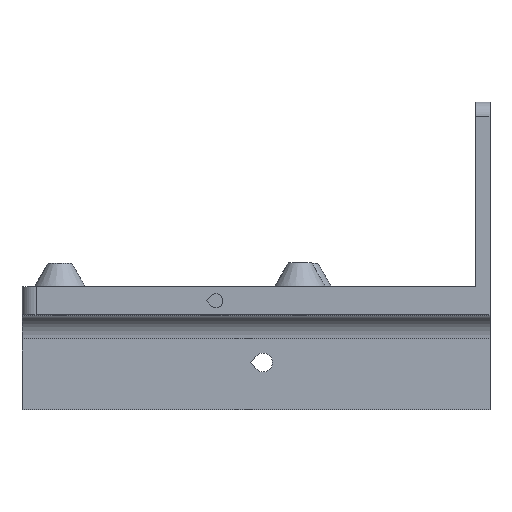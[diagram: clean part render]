
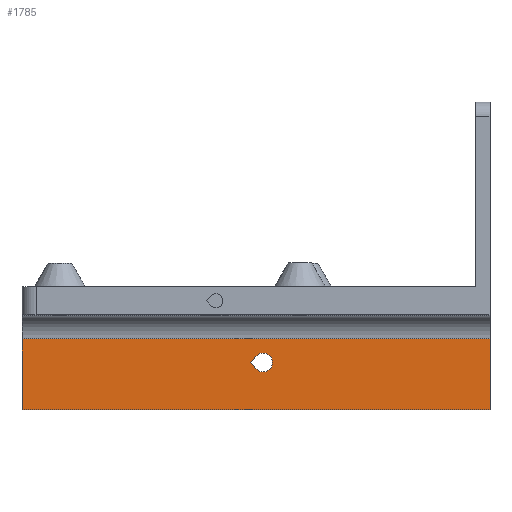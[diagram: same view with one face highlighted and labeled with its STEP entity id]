
A CAD part, top view. The second image highlights one B-rep face of the part: STEP entity #1785.
In plain terms, the highlighted planar face has unit normal (0, 0, 1).
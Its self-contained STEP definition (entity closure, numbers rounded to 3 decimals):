
#55 = PLANE('',#56);
#56 = AXIS2_PLACEMENT_3D('',#57,#58,#59);
#57 = CARTESIAN_POINT('',(48.,16.862,28.843));
#58 = DIRECTION('',(1.,0.,0.));
#59 = DIRECTION('',(0.,1.,0.));
#140 = PLANE('',#141);
#141 = AXIS2_PLACEMENT_3D('',#142,#143,#144);
#142 = CARTESIAN_POINT('',(-51.,-0.605,28.256));
#143 = DIRECTION('',(-1.,0.,0.));
#144 = DIRECTION('',(0.,0.,-1.));
#166 = CYLINDRICAL_SURFACE('',#167,5.);
#167 = AXIS2_PLACEMENT_3D('',#168,#169,#170);
#168 = CARTESIAN_POINT('',(-51.,-5.,30.));
#169 = DIRECTION('',(1.,0.,0.));
#170 = DIRECTION('',(0.,1.,0.));
#359 = VERTEX_POINT('',#360);
#360 = CARTESIAN_POINT('',(48.,-5.,25.));
#386 = EDGE_CURVE('',#359,#387,#389,.T.);
#387 = VERTEX_POINT('',#388);
#388 = CARTESIAN_POINT('',(48.,-20.,25.));
#389 = SURFACE_CURVE('',#390,(#394,#401),.PCURVE_S1.);
#390 = LINE('',#391,#392);
#391 = CARTESIAN_POINT('',(48.,12.904,25.));
#392 = VECTOR('',#393,1.);
#393 = DIRECTION('',(0.,-1.,0.));
#394 = PCURVE('',#55,#395);
#395 = DEFINITIONAL_REPRESENTATION('',(#396),#400);
#396 = LINE('',#397,#398);
#397 = CARTESIAN_POINT('',(-3.958,-3.843));
#398 = VECTOR('',#399,1.);
#399 = DIRECTION('',(-1.,0.));
#400 = ( GEOMETRIC_REPRESENTATION_CONTEXT(2) 
PARAMETRIC_REPRESENTATION_CONTEXT() REPRESENTATION_CONTEXT('2D SPACE',''
  ) );
#401 = PCURVE('',#402,#407);
#402 = PLANE('',#403);
#403 = AXIS2_PLACEMENT_3D('',#404,#405,#406);
#404 = CARTESIAN_POINT('',(-51.,3.591,25.));
#405 = DIRECTION('',(-0.,-0.,-1.));
#406 = DIRECTION('',(0.,-1.,0.));
#407 = DEFINITIONAL_REPRESENTATION('',(#408),#411);
#408 = B_SPLINE_CURVE_WITH_KNOTS('',1,(#409,#410),.UNSPECIFIED.,.F.,.F.,
  (2,2),(6.954,35.263),.PIECEWISE_BEZIER_KNOTS.);
#409 = CARTESIAN_POINT('',(-2.359,-99.));
#410 = CARTESIAN_POINT('',(25.95,-99.));
#411 = ( GEOMETRIC_REPRESENTATION_CONTEXT(2) 
PARAMETRIC_REPRESENTATION_CONTEXT() REPRESENTATION_CONTEXT('2D SPACE',''
  ) );
#429 = PLANE('',#430);
#430 = AXIS2_PLACEMENT_3D('',#431,#432,#433);
#431 = CARTESIAN_POINT('',(-51.,-20.,25.));
#432 = DIRECTION('',(0.,1.,0.));
#433 = DIRECTION('',(0.,0.,-1.));
#899 = VERTEX_POINT('',#900);
#900 = CARTESIAN_POINT('',(-51.,-5.,25.));
#922 = EDGE_CURVE('',#899,#359,#923,.T.);
#923 = SURFACE_CURVE('',#924,(#928,#935),.PCURVE_S1.);
#924 = LINE('',#925,#926);
#925 = CARTESIAN_POINT('',(-51.,-5.,25.));
#926 = VECTOR('',#927,1.);
#927 = DIRECTION('',(1.,0.,0.));
#928 = PCURVE('',#166,#929);
#929 = DEFINITIONAL_REPRESENTATION('',(#930),#934);
#930 = LINE('',#931,#932);
#931 = CARTESIAN_POINT('',(-1.571,0.));
#932 = VECTOR('',#933,1.);
#933 = DIRECTION('',(-0.,1.));
#934 = ( GEOMETRIC_REPRESENTATION_CONTEXT(2) 
PARAMETRIC_REPRESENTATION_CONTEXT() REPRESENTATION_CONTEXT('2D SPACE',''
  ) );
#935 = PCURVE('',#402,#936);
#936 = DEFINITIONAL_REPRESENTATION('',(#937),#941);
#937 = LINE('',#938,#939);
#938 = CARTESIAN_POINT('',(8.591,0.));
#939 = VECTOR('',#940,1.);
#940 = DIRECTION('',(0.,-1.));
#941 = ( GEOMETRIC_REPRESENTATION_CONTEXT(2) 
PARAMETRIC_REPRESENTATION_CONTEXT() REPRESENTATION_CONTEXT('2D SPACE',''
  ) );
#1136 = EDGE_CURVE('',#899,#1137,#1139,.T.);
#1137 = VERTEX_POINT('',#1138);
#1138 = CARTESIAN_POINT('',(-51.,-20.,25.));
#1139 = SURFACE_CURVE('',#1140,(#1144,#1151),.PCURVE_S1.);
#1140 = LINE('',#1141,#1142);
#1141 = CARTESIAN_POINT('',(-51.,3.591,25.));
#1142 = VECTOR('',#1143,1.);
#1143 = DIRECTION('',(0.,-1.,0.));
#1144 = PCURVE('',#140,#1145);
#1145 = DEFINITIONAL_REPRESENTATION('',(#1146),#1150);
#1146 = LINE('',#1147,#1148);
#1147 = CARTESIAN_POINT('',(3.256,-4.195));
#1148 = VECTOR('',#1149,1.);
#1149 = DIRECTION('',(0.,1.));
#1150 = ( GEOMETRIC_REPRESENTATION_CONTEXT(2) 
PARAMETRIC_REPRESENTATION_CONTEXT() REPRESENTATION_CONTEXT('2D SPACE',''
  ) );
#1151 = PCURVE('',#402,#1152);
#1152 = DEFINITIONAL_REPRESENTATION('',(#1153),#1157);
#1153 = LINE('',#1154,#1155);
#1154 = CARTESIAN_POINT('',(0.,0.));
#1155 = VECTOR('',#1156,1.);
#1156 = DIRECTION('',(1.,0.));
#1157 = ( GEOMETRIC_REPRESENTATION_CONTEXT(2) 
PARAMETRIC_REPRESENTATION_CONTEXT() REPRESENTATION_CONTEXT('2D SPACE',''
  ) );
#1785 = ADVANCED_FACE('',(#1786,#1812),#402,.F.);
#1786 = FACE_BOUND('',#1787,.F.);
#1787 = EDGE_LOOP('',(#1788,#1789,#1790,#1791));
#1788 = ORIENTED_EDGE('',*,*,#1136,.F.);
#1789 = ORIENTED_EDGE('',*,*,#922,.T.);
#1790 = ORIENTED_EDGE('',*,*,#386,.T.);
#1791 = ORIENTED_EDGE('',*,*,#1792,.F.);
#1792 = EDGE_CURVE('',#1137,#387,#1793,.T.);
#1793 = SURFACE_CURVE('',#1794,(#1798,#1805),.PCURVE_S1.);
#1794 = LINE('',#1795,#1796);
#1795 = CARTESIAN_POINT('',(-51.,-20.,25.));
#1796 = VECTOR('',#1797,1.);
#1797 = DIRECTION('',(1.,0.,0.));
#1798 = PCURVE('',#402,#1799);
#1799 = DEFINITIONAL_REPRESENTATION('',(#1800),#1804);
#1800 = LINE('',#1801,#1802);
#1801 = CARTESIAN_POINT('',(23.591,0.));
#1802 = VECTOR('',#1803,1.);
#1803 = DIRECTION('',(0.,-1.));
#1804 = ( GEOMETRIC_REPRESENTATION_CONTEXT(2) 
PARAMETRIC_REPRESENTATION_CONTEXT() REPRESENTATION_CONTEXT('2D SPACE',''
  ) );
#1805 = PCURVE('',#429,#1806);
#1806 = DEFINITIONAL_REPRESENTATION('',(#1807),#1811);
#1807 = LINE('',#1808,#1809);
#1808 = CARTESIAN_POINT('',(0.,0.));
#1809 = VECTOR('',#1810,1.);
#1810 = DIRECTION('',(0.,-1.));
#1811 = ( GEOMETRIC_REPRESENTATION_CONTEXT(2) 
PARAMETRIC_REPRESENTATION_CONTEXT() REPRESENTATION_CONTEXT('2D SPACE',''
  ) );
#1812 = FACE_BOUND('',#1813,.F.);
#1813 = EDGE_LOOP('',(#1814,#1842,#1868));
#1814 = ORIENTED_EDGE('',*,*,#1815,.F.);
#1815 = EDGE_CURVE('',#1816,#1818,#1820,.T.);
#1816 = VERTEX_POINT('',#1817);
#1817 = CARTESIAN_POINT('',(-2.611,-10.,25.));
#1818 = VERTEX_POINT('',#1819);
#1819 = CARTESIAN_POINT('',(-1.532,-8.714,25.));
#1820 = SURFACE_CURVE('',#1821,(#1825,#1831),.PCURVE_S1.);
#1821 = LINE('',#1822,#1823);
#1822 = CARTESIAN_POINT('',(-9.261,-17.926,25.));
#1823 = VECTOR('',#1824,1.);
#1824 = DIRECTION('',(0.643,0.766,0.));
#1825 = PCURVE('',#402,#1826);
#1826 = DEFINITIONAL_REPRESENTATION('',(#1827),#1830);
#1827 = B_SPLINE_CURVE_WITH_KNOTS('',1,(#1828,#1829),.UNSPECIFIED.,.F.,
  .F.,(2,2),(10.179,12.192),.PIECEWISE_BEZIER_KNOTS.);
#1828 = CARTESIAN_POINT('',(13.719,-48.281));
#1829 = CARTESIAN_POINT('',(12.177,-49.576));
#1830 = ( GEOMETRIC_REPRESENTATION_CONTEXT(2) 
PARAMETRIC_REPRESENTATION_CONTEXT() REPRESENTATION_CONTEXT('2D SPACE',''
  ) );
#1831 = PCURVE('',#1832,#1837);
#1832 = PLANE('',#1833);
#1833 = AXIS2_PLACEMENT_3D('',#1834,#1835,#1836);
#1834 = CARTESIAN_POINT('',(-2.611,-10.,13.));
#1835 = DIRECTION('',(-0.766,0.643,0.));
#1836 = DIRECTION('',(0.643,0.766,0.));
#1837 = DEFINITIONAL_REPRESENTATION('',(#1838),#1841);
#1838 = B_SPLINE_CURVE_WITH_KNOTS('',1,(#1839,#1840),.UNSPECIFIED.,.F.,
  .F.,(2,2),(10.179,12.192),.PIECEWISE_BEZIER_KNOTS.);
#1839 = CARTESIAN_POINT('',(-0.168,-12.));
#1840 = CARTESIAN_POINT('',(1.846,-12.));
#1841 = ( GEOMETRIC_REPRESENTATION_CONTEXT(2) 
PARAMETRIC_REPRESENTATION_CONTEXT() REPRESENTATION_CONTEXT('2D SPACE',''
  ) );
#1842 = ORIENTED_EDGE('',*,*,#1843,.F.);
#1843 = EDGE_CURVE('',#1844,#1816,#1846,.T.);
#1844 = VERTEX_POINT('',#1845);
#1845 = CARTESIAN_POINT('',(-1.532,-11.286,25.));
#1846 = SURFACE_CURVE('',#1847,(#1851,#1857),.PCURVE_S1.);
#1847 = LINE('',#1848,#1849);
#1848 = CARTESIAN_POINT('',(-15.414,5.258,25.));
#1849 = VECTOR('',#1850,1.);
#1850 = DIRECTION('',(-0.643,0.766,0.));
#1851 = PCURVE('',#402,#1852);
#1852 = DEFINITIONAL_REPRESENTATION('',(#1853),#1856);
#1853 = B_SPLINE_CURVE_WITH_KNOTS('',1,(#1854,#1855),.UNSPECIFIED.,.F.,
  .F.,(2,2),(-21.764,-19.751),.PIECEWISE_BEZIER_KNOTS.);
#1854 = CARTESIAN_POINT('',(15.005,-49.576));
#1855 = CARTESIAN_POINT('',(13.462,-48.281));
#1856 = ( GEOMETRIC_REPRESENTATION_CONTEXT(2) 
PARAMETRIC_REPRESENTATION_CONTEXT() REPRESENTATION_CONTEXT('2D SPACE',''
  ) );
#1857 = PCURVE('',#1858,#1863);
#1858 = PLANE('',#1859);
#1859 = AXIS2_PLACEMENT_3D('',#1860,#1861,#1862);
#1860 = CARTESIAN_POINT('',(-1.532,-11.286,13.));
#1861 = DIRECTION('',(-0.766,-0.643,0.));
#1862 = DIRECTION('',(-0.643,0.766,0.));
#1863 = DEFINITIONAL_REPRESENTATION('',(#1864),#1867);
#1864 = B_SPLINE_CURVE_WITH_KNOTS('',1,(#1865,#1866),.UNSPECIFIED.,.F.,
  .F.,(2,2),(-21.764,-19.751),.PIECEWISE_BEZIER_KNOTS.);
#1865 = CARTESIAN_POINT('',(-0.168,-12.));
#1866 = CARTESIAN_POINT('',(1.846,-12.));
#1867 = ( GEOMETRIC_REPRESENTATION_CONTEXT(2) 
PARAMETRIC_REPRESENTATION_CONTEXT() REPRESENTATION_CONTEXT('2D SPACE',''
  ) );
#1868 = ORIENTED_EDGE('',*,*,#1869,.F.);
#1869 = EDGE_CURVE('',#1818,#1844,#1870,.T.);
#1870 = SURFACE_CURVE('',#1871,(#1876,#1883),.PCURVE_S1.);
#1871 = CIRCLE('',#1872,2.);
#1872 = AXIS2_PLACEMENT_3D('',#1873,#1874,#1875);
#1873 = CARTESIAN_POINT('',(0.,-10.,25.));
#1874 = DIRECTION('',(0.,0.,-1.));
#1875 = DIRECTION('',(0.,1.,0.));
#1876 = PCURVE('',#402,#1877);
#1877 = DEFINITIONAL_REPRESENTATION('',(#1878),#1882);
#1878 = CIRCLE('',#1879,2.);
#1879 = AXIS2_PLACEMENT_2D('',#1880,#1881);
#1880 = CARTESIAN_POINT('',(13.591,-51.));
#1881 = DIRECTION('',(-1.,0.));
#1882 = ( GEOMETRIC_REPRESENTATION_CONTEXT(2) 
PARAMETRIC_REPRESENTATION_CONTEXT() REPRESENTATION_CONTEXT('2D SPACE',''
  ) );
#1883 = PCURVE('',#1884,#1889);
#1884 = CYLINDRICAL_SURFACE('',#1885,2.);
#1885 = AXIS2_PLACEMENT_3D('',#1886,#1887,#1888);
#1886 = CARTESIAN_POINT('',(0.,-10.,13.));
#1887 = DIRECTION('',(0.,-0.,-1.));
#1888 = DIRECTION('',(0.,1.,0.));
#1889 = DEFINITIONAL_REPRESENTATION('',(#1890),#1894);
#1890 = LINE('',#1891,#1892);
#1891 = CARTESIAN_POINT('',(-12.566,-12.));
#1892 = VECTOR('',#1893,1.);
#1893 = DIRECTION('',(1.,-0.));
#1894 = ( GEOMETRIC_REPRESENTATION_CONTEXT(2) 
PARAMETRIC_REPRESENTATION_CONTEXT() REPRESENTATION_CONTEXT('2D SPACE',''
  ) );
